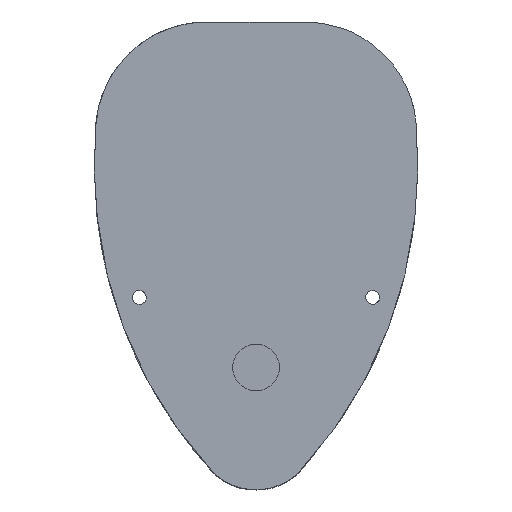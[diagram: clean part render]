
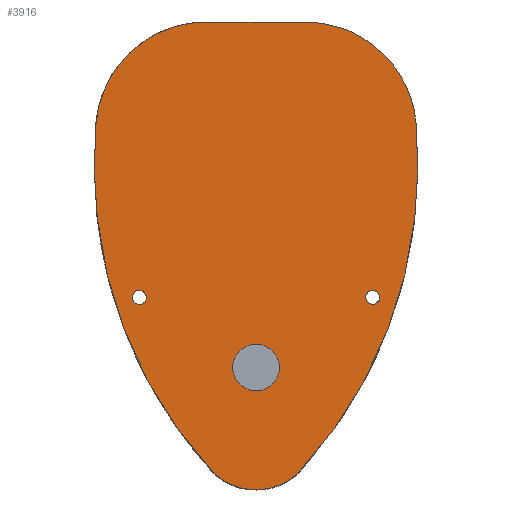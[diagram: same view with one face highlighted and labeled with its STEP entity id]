
A CAD part, left-side view. The second image highlights one B-rep face of the part: STEP entity #3916.
In plain terms, the highlighted face is planar.
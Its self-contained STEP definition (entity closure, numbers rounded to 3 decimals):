
#189=CARTESIAN_POINT('',(-442.899,81.999,0.));
#190=VERTEX_POINT('',#189);
#197=CARTESIAN_POINT('',(-548.379,81.999,0.));
#198=VERTEX_POINT('',#197);
#199=CARTESIAN_POINT('',(-442.899,81.999,0.));
#200=DIRECTION('',(-1.0,0.0,0.0));
#201=VECTOR('',#200,105.48);
#202=LINE('',#199,#201);
#203=EDGE_CURVE('',#190,#198,#202,.T.);
#242=CARTESIAN_POINT('',(-470.639,81.999,-370.));
#243=VERTEX_POINT('',#242);
#244=CARTESIAN_POINT('',(-495.639,81.999,-370.));
#245=DIRECTION('',(0.0,-1.0,0.0));
#246=DIRECTION('',(-1.0,0.0,0.0));
#247=AXIS2_PLACEMENT_3D('',#244,#245,#246);
#248=CIRCLE('',#247,25.0);
#249=EDGE_CURVE('',#243,#243,#248,.T.);
#1902=CARTESIAN_POINT('',(-613.002,81.999,-295.0));
#1903=VERTEX_POINT('',#1902);
#1904=CARTESIAN_POINT('',(-620.502,81.999,-295.0));
#1905=DIRECTION('',(0.0,-1.0,0.0));
#1906=DIRECTION('',(-1.0,0.0,0.0));
#1907=AXIS2_PLACEMENT_3D('',#1904,#1905,#1906);
#1908=CIRCLE('',#1907,7.5);
#1909=EDGE_CURVE('',#1903,#1903,#1908,.T.);
#2111=CARTESIAN_POINT('',(-363.002,81.999,-295.0));
#2112=VERTEX_POINT('',#2111);
#2113=CARTESIAN_POINT('',(-370.502,81.999,-295.0));
#2114=DIRECTION('',(0.0,-1.0,0.0));
#2115=DIRECTION('',(-1.0,0.0,0.0));
#2116=AXIS2_PLACEMENT_3D('',#2113,#2114,#2115);
#2117=CIRCLE('',#2116,7.5);
#2118=EDGE_CURVE('',#2112,#2112,#2117,.T.);
#3589=CARTESIAN_POINT('',(-665.7,81.999,-209.811));
#3590=VERTEX_POINT('',#3589);
#3597=CARTESIAN_POINT('',(-541.198,81.999,-482.893));
#3598=VERTEX_POINT('',#3597);
#3599=CARTESIAN_POINT('',(-189.162,81.999,-157.474));
#3600=DIRECTION('',(0.,-1.0,0.));
#3601=DIRECTION('',(-0.734,0.,-0.679));
#3602=AXIS2_PLACEMENT_3D('',#3599,#3600,#3601);
#3603=CIRCLE('',#3602,479.403);
#3604=EDGE_CURVE('',#3590,#3598,#3603,.T.);
#3633=CARTESIAN_POINT('',(-449.862,81.999,-482.893));
#3634=VERTEX_POINT('',#3633);
#3635=CARTESIAN_POINT('',(-495.53,81.999,-434.528));
#3636=DIRECTION('',(0.,-1.,0.));
#3637=DIRECTION('',(0.687,0.,-0.727));
#3638=AXIS2_PLACEMENT_3D('',#3635,#3636,#3637);
#3639=CIRCLE('',#3638,66.519);
#3640=EDGE_CURVE('',#3598,#3634,#3639,.T.);
#3675=CARTESIAN_POINT('',(-325.578,81.999,-209.811));
#3676=VERTEX_POINT('',#3675);
#3677=CARTESIAN_POINT('',(-802.145,81.999,-157.741));
#3678=DIRECTION('',(0.,-1.0,0.));
#3679=DIRECTION('',(0.994,0.,-0.109));
#3680=AXIS2_PLACEMENT_3D('',#3677,#3678,#3679);
#3681=CIRCLE('',#3680,479.403);
#3682=EDGE_CURVE('',#3634,#3676,#3681,.T.);
#3723=CARTESIAN_POINT('',(-324.075,81.999,-109.455));
#3724=VERTEX_POINT('',#3723);
#3725=CARTESIAN_POINT('',(-325.578,81.999,-209.811));
#3726=CARTESIAN_POINT('',(-321.908,81.999,-176.393));
#3727=CARTESIAN_POINT('',(-321.377,81.999,-142.938));
#3728=CARTESIAN_POINT('',(-324.075,81.999,-109.455));
#3729=B_SPLINE_CURVE_WITH_KNOTS('',3,(#3725,#3726,#3727,#3728),.UNSPECIFIED.,.F.,.U.,(4,4),(-10.117,-0.031),.UNSPECIFIED.);
#3730=EDGE_CURVE('',#3676,#3724,#3729,.T.);
#3772=CARTESIAN_POINT('',(-324.075,81.999,-109.455));
#3773=CARTESIAN_POINT('',(-325.318,81.999,-94.03));
#3774=CARTESIAN_POINT('',(-329.562,81.999,-78.996));
#3775=CARTESIAN_POINT('',(-343.575,81.999,-51.39));
#3776=CARTESIAN_POINT('',(-353.213,81.999,-39.085));
#3777=CARTESIAN_POINT('',(-375.687,81.999,-19.691));
#3778=CARTESIAN_POINT('',(-388.011,81.999,-12.411));
#3779=CARTESIAN_POINT('',(-414.627,81.999,-2.527));
#3780=CARTESIAN_POINT('',(-428.707,81.999,0.));
#3781=CARTESIAN_POINT('',(-442.899,81.999,0.));
#3782=B_SPLINE_CURVE_WITH_KNOTS('',3,(#3772,#3773,#3774,#3775,#3776,#3777,#3778,#3779,#3780,#3781),.UNSPECIFIED.,.F.,.U.,(4,2,2,2,4),(-17.805,-13.162,-8.517,-4.257,0.0),.UNSPECIFIED.);
#3783=EDGE_CURVE('',#3724,#190,#3782,.T.);
#3824=CARTESIAN_POINT('',(-667.203,81.999,-109.455));
#3825=VERTEX_POINT('',#3824);
#3826=CARTESIAN_POINT('',(-548.379,81.999,0.));
#3827=CARTESIAN_POINT('',(-562.571,81.999,0.));
#3828=CARTESIAN_POINT('',(-576.65,81.999,-2.527));
#3829=CARTESIAN_POINT('',(-603.267,81.999,-12.411));
#3830=CARTESIAN_POINT('',(-615.591,81.999,-19.691));
#3831=CARTESIAN_POINT('',(-638.065,81.999,-39.085));
#3832=CARTESIAN_POINT('',(-647.703,81.999,-51.39));
#3833=CARTESIAN_POINT('',(-661.716,81.999,-78.996));
#3834=CARTESIAN_POINT('',(-665.96,81.999,-94.03));
#3835=CARTESIAN_POINT('',(-667.203,81.999,-109.455));
#3836=B_SPLINE_CURVE_WITH_KNOTS('',3,(#3826,#3827,#3828,#3829,#3830,#3831,#3832,#3833,#3834,#3835),.UNSPECIFIED.,.F.,.U.,(4,2,2,2,4),(-17.805,-13.548,-9.288,-4.642,0.0),.UNSPECIFIED.);
#3837=EDGE_CURVE('',#198,#3825,#3836,.T.);
#3873=CARTESIAN_POINT('',(-667.203,81.999,-109.455));
#3874=CARTESIAN_POINT('',(-669.901,81.999,-142.938));
#3875=CARTESIAN_POINT('',(-669.37,81.999,-176.393));
#3876=CARTESIAN_POINT('',(-665.7,81.999,-209.811));
#3877=B_SPLINE_CURVE_WITH_KNOTS('',3,(#3873,#3874,#3875,#3876),.UNSPECIFIED.,.F.,.U.,(4,4),(-10.117,-0.031),.UNSPECIFIED.);
#3878=EDGE_CURVE('',#3825,#3590,#3877,.T.);
#3892=CARTESIAN_POINT('',(-495.616,81.999,-226.854));
#3893=DIRECTION('',(0.0,1.0,0.0));
#3894=DIRECTION('',(0.0,0.0,1.0));
#3895=AXIS2_PLACEMENT_3D('',#3892,#3893,#3894);
#3896=PLANE('',#3895);
#3897=ORIENTED_EDGE('',*,*,#3604,.F.);
#3898=ORIENTED_EDGE('',*,*,#3878,.F.);
#3899=ORIENTED_EDGE('',*,*,#3837,.F.);
#3900=ORIENTED_EDGE('',*,*,#203,.F.);
#3901=ORIENTED_EDGE('',*,*,#3783,.F.);
#3902=ORIENTED_EDGE('',*,*,#3730,.F.);
#3903=ORIENTED_EDGE('',*,*,#3682,.F.);
#3904=ORIENTED_EDGE('',*,*,#3640,.F.);
#3905=EDGE_LOOP('',(#3897,#3898,#3899,#3900,#3901,#3902,#3903,#3904));
#3906=FACE_OUTER_BOUND('',#3905,.T.);
#3907=ORIENTED_EDGE('',*,*,#249,.T.);
#3908=EDGE_LOOP('',(#3907));
#3909=FACE_BOUND('',#3908,.T.);
#3910=ORIENTED_EDGE('',*,*,#2118,.T.);
#3911=EDGE_LOOP('',(#3910));
#3912=FACE_BOUND('',#3911,.T.);
#3913=ORIENTED_EDGE('',*,*,#1909,.T.);
#3914=EDGE_LOOP('',(#3913));
#3915=FACE_BOUND('',#3914,.T.);
#3916=ADVANCED_FACE('',(#3906,#3909,#3912,#3915),#3896,.T.);
